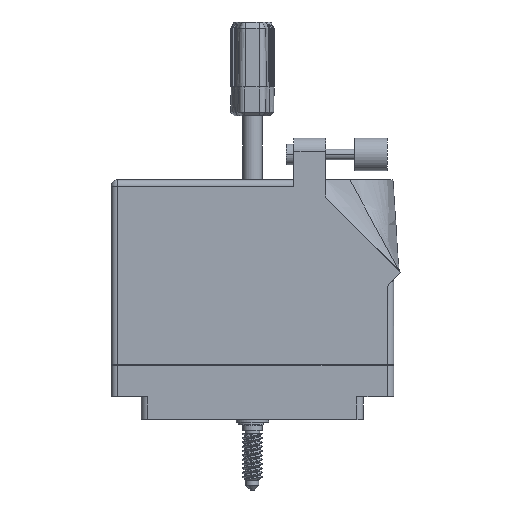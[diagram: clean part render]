
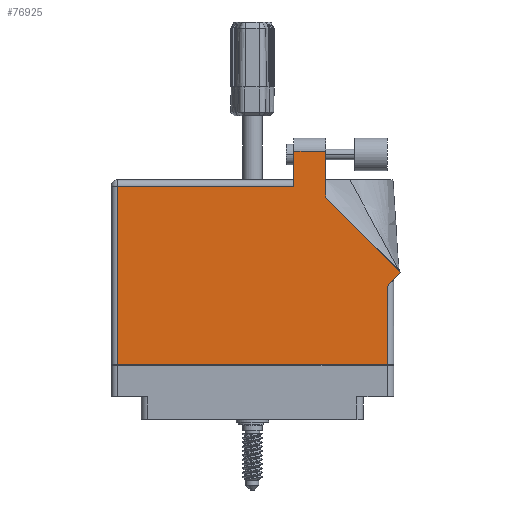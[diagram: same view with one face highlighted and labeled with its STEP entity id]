
A CAD part, front view. The second image highlights one B-rep face of the part: STEP entity #76925.
In plain terms, the highlighted face is planar.
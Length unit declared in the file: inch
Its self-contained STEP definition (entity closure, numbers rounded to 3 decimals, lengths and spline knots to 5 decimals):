
#951 = VERTEX_POINT ( 'NONE', #15136 ) ;
#3162 = LINE ( 'NONE', #31471, #69854 ) ;
#3769 = AXIS2_PLACEMENT_3D ( 'NONE', #11862, #19234, #55740 ) ;
#4248 = EDGE_CURVE ( 'NONE', #44255, #65412, #35546, .T. ) ;
#4836 = ORIENTED_EDGE ( 'NONE', *, *, #49305, .T. ) ;
#5032 = VERTEX_POINT ( 'NONE', #59982 ) ;
#6729 = VECTOR ( 'NONE', #60300, 39.37008 ) ;
#6963 = CARTESIAN_POINT ( 'NONE',  ( -1.359, 1.613, 0.617 ) ) ;
#8397 = EDGE_CURVE ( 'NONE', #41744, #42375, #40104, .T. ) ;
#8405 = CARTESIAN_POINT ( 'NONE',  ( -1.297, 1.613, 0.617 ) ) ;
#10064 = LINE ( 'NONE', #6963, #31632 ) ;
#10922 = VERTEX_POINT ( 'NONE', #72488 ) ;
#11862 = CARTESIAN_POINT ( 'NONE',  ( -1.359, 1.675, 0.617 ) ) ;
#11934 = LINE ( 'NONE', #71511, #51196 ) ;
#12314 = EDGE_CURVE ( 'NONE', #65412, #41868, #10064, .T. ) ;
#12363 = PLANE ( 'NONE',  #3769 ) ;
#13343 = CARTESIAN_POINT ( 'NONE',  ( 0.706, 1.50942, 0.617 ) ) ;
#14864 = DIRECTION ( 'NONE',  ( 0., 1., 0. ) ) ;
#15136 = CARTESIAN_POINT ( 'NONE',  ( 0.706, 1.95, 0.617 ) ) ;
#15363 = LINE ( 'NONE', #19406, #37976 ) ;
#17406 = VECTOR ( 'NONE', #48403, 39.37008 ) ;
#17993 = EDGE_CURVE ( 'NONE', #5032, #10922, #15363, .T. ) ;
#19186 = CARTESIAN_POINT ( 'NONE',  ( 1.297, -0.1, 0.617 ) ) ;
#19234 = DIRECTION ( 'NONE',  ( 0., 0., -1. ) ) ;
#19406 = CARTESIAN_POINT ( 'NONE',  ( 1.42971, 0.78571, 0.617 ) ) ;
#28600 = VECTOR ( 'NONE', #65732, 39.37008 ) ;
#31471 = CARTESIAN_POINT ( 'NONE',  ( 1.359, 0.715, 0.617 ) ) ;
#31632 = VECTOR ( 'NONE', #69407, 39.37008 ) ;
#33057 = EDGE_CURVE ( 'NONE', #38821, #5032, #3162, .T. ) ;
#34327 = EDGE_CURVE ( 'NONE', #951, #44255, #41901, .T. ) ;
#35546 = LINE ( 'NONE', #47090, #28600 ) ;
#36618 = CARTESIAN_POINT ( 'NONE',  ( 0.399, 1.95, 0.617 ) ) ;
#37976 = VECTOR ( 'NONE', #44330, 39.37008 ) ;
#38460 = CARTESIAN_POINT ( 'NONE',  ( 1.297, 0.653, 0.617 ) ) ;
#38821 = VERTEX_POINT ( 'NONE', #38460 ) ;
#39403 = CARTESIAN_POINT ( 'NONE',  ( 0.399, 1.95, 0.617 ) ) ;
#39501 = CARTESIAN_POINT ( 'NONE',  ( 0.399, 1.613, 0.617 ) ) ;
#40104 = LINE ( 'NONE', #73272, #6729 ) ;
#41112 = ORIENTED_EDGE ( 'NONE', *, *, #34327, .T. ) ;
#41632 = FACE_OUTER_BOUND ( 'NONE', #44995, .T. ) ;
#41744 = VERTEX_POINT ( 'NONE', #76022 ) ;
#41868 = VERTEX_POINT ( 'NONE', #8405 ) ;
#41901 = LINE ( 'NONE', #36618, #17406 ) ;
#42375 = VERTEX_POINT ( 'NONE', #19186 ) ;
#44255 = VERTEX_POINT ( 'NONE', #39403 ) ;
#44330 = DIRECTION ( 'NONE',  ( -0.707, 0.707, 0. ) ) ;
#44995 = EDGE_LOOP ( 'NONE', ( #4836, #41112, #67932, #60895, #47409, #80637, #53171, #64449, #64035 ) ) ;
#45751 = LINE ( 'NONE', #57573, #58560 ) ;
#47090 = CARTESIAN_POINT ( 'NONE',  ( 0.399, 1.675, 0.617 ) ) ;
#47409 = ORIENTED_EDGE ( 'NONE', *, *, #60153, .T. ) ;
#48403 = DIRECTION ( 'NONE',  ( -1., 0., 0. ) ) ;
#48579 = EDGE_CURVE ( 'NONE', #42375, #38821, #11934, .T. ) ;
#49305 = EDGE_CURVE ( 'NONE', #10922, #951, #77405, .T. ) ;
#51196 = VECTOR ( 'NONE', #14864, 39.37008 ) ;
#52099 = DIRECTION ( 'NONE',  ( 0., -1., 0. ) ) ;
#53171 = ORIENTED_EDGE ( 'NONE', *, *, #48579, .T. ) ;
#55740 = DIRECTION ( 'NONE',  ( -1., 0., 0. ) ) ;
#57573 = CARTESIAN_POINT ( 'NONE',  ( -1.297, -0.1, 0.617 ) ) ;
#58560 = VECTOR ( 'NONE', #52099, 39.37008 ) ;
#59982 = CARTESIAN_POINT ( 'NONE',  ( 1.42971, 0.78571, 0.617 ) ) ;
#60153 = EDGE_CURVE ( 'NONE', #41868, #41744, #45751, .T. ) ;
#60300 = DIRECTION ( 'NONE',  ( 1., 0., 0. ) ) ;
#60895 = ORIENTED_EDGE ( 'NONE', *, *, #12314, .T. ) ;
#60906 = VECTOR ( 'NONE', #64872, 39.37008 ) ;
#64035 = ORIENTED_EDGE ( 'NONE', *, *, #17993, .T. ) ;
#64449 = ORIENTED_EDGE ( 'NONE', *, *, #33057, .T. ) ;
#64872 = DIRECTION ( 'NONE',  ( 0., 1., 0. ) ) ;
#65412 = VERTEX_POINT ( 'NONE', #39501 ) ;
#65732 = DIRECTION ( 'NONE',  ( 0., -1., 0. ) ) ;
#67932 = ORIENTED_EDGE ( 'NONE', *, *, #4248, .T. ) ;
#69407 = DIRECTION ( 'NONE',  ( -1., 0., 0. ) ) ;
#69854 = VECTOR ( 'NONE', #69982, 39.37008 ) ;
#69982 = DIRECTION ( 'NONE',  ( 0.707, 0.707, 0. ) ) ;
#71511 = CARTESIAN_POINT ( 'NONE',  ( 1.297, 0.715, 0.617 ) ) ;
#72488 = CARTESIAN_POINT ( 'NONE',  ( 0.706, 1.50942, 0.617 ) ) ;
#73272 = CARTESIAN_POINT ( 'NONE',  ( -1.359, -0.1, 0.617 ) ) ;
#76022 = CARTESIAN_POINT ( 'NONE',  ( -1.297, -0.1, 0.617 ) ) ;
#76925 = ADVANCED_FACE ( 'NONE', ( #41632 ), #12363, .F. ) ;
#77405 = LINE ( 'NONE', #13343, #60906 ) ;
#80637 = ORIENTED_EDGE ( 'NONE', *, *, #8397, .T. ) ;
